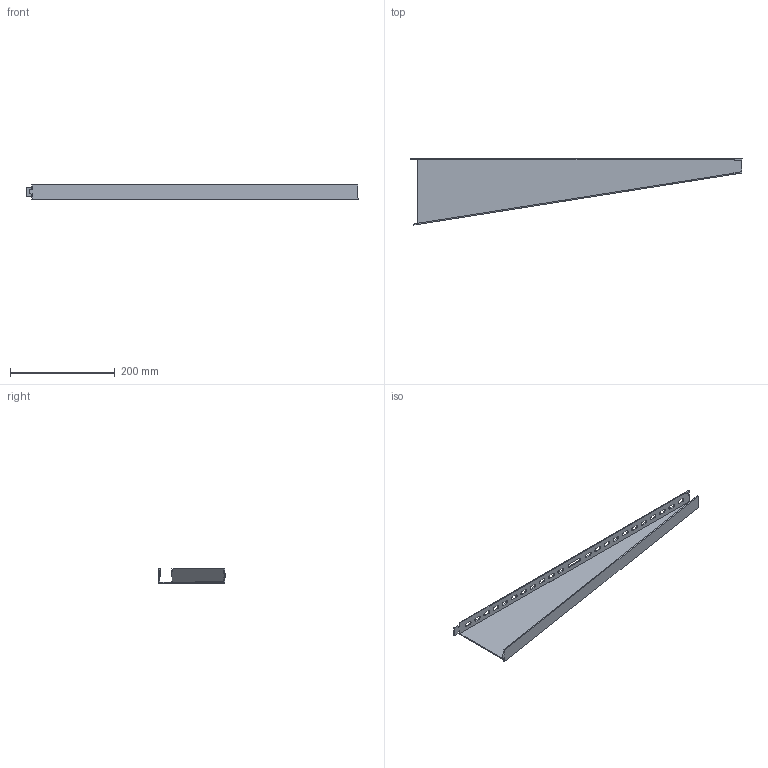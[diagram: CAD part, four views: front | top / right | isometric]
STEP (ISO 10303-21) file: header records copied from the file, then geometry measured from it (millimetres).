
FILE_DESCRIPTION (( 'STEP AP203' ), '1' );
FILE_NAME ('CLP1CL-600-1 Êðîíøòåéí çàìêîâûé îñí.600 ìì.STEP', '2016-03-15T12:59:48', ( '' ), ( '' ), 'SwSTEP 2.0', 'SolidWorks 2014', '' );
FILE_SCHEMA (( 'CONFIG_CONTROL_DESIGN' ));
Length unit declared in the file: millimetre
Products named in the file (1): CLP1CL-600-1 Êðîíøòåéí çàìêîâûé îñí.600 ìì
Bounding box: 635 x 126.49 x 27 mm (x, y, z)
Volume: 152873.1 mm3; surface area: 157826.9 mm2
Topology: 1 solids, 1 shells, 125 faces, 366 edges, 243 vertices
Faces by surface type: plane 76, cylinder 48, bspline 1
Entity records: 4325 total; most frequent: CARTESIAN_POINT 751, ORIENTED_EDGE 732, DIRECTION 709, EDGE_CURVE 366, VECTOR 267, LINE 267, VERTEX_POINT 243, AXIS2_PLACEMENT_3D 221
